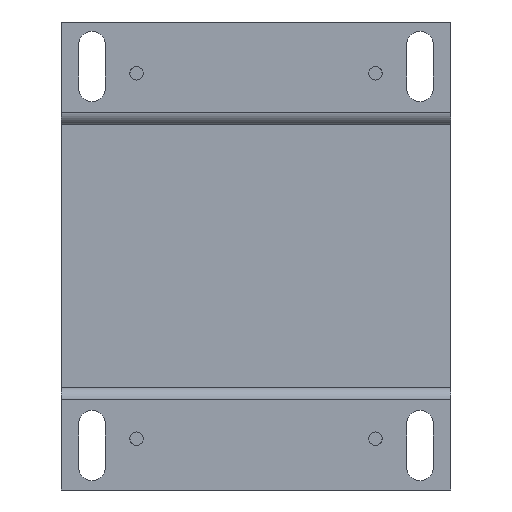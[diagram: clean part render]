
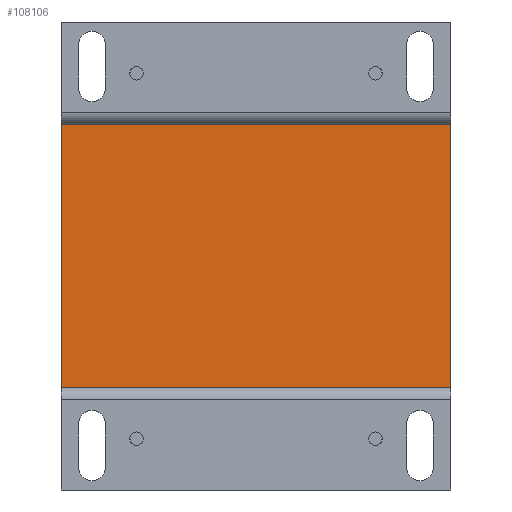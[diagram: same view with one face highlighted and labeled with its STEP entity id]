
A CAD part, front view. The second image highlights one B-rep face of the part: STEP entity #108106.
In plain terms, the highlighted planar face has unit normal (0, -1, 0).
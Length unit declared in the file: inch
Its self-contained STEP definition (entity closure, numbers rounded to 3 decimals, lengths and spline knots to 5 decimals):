
#609 = CARTESIAN_POINT ( 'NONE',  ( -2.24409, -1.87008, 1.51575 ) ) ;
#3338 = VECTOR ( 'NONE', #111521, 39.37008 ) ;
#7608 = EDGE_CURVE ( 'NONE', #44660, #127025, #95974, .T. ) ;
#11641 = CARTESIAN_POINT ( 'NONE',  ( -2.24409, -1.87008, 1.51575 ) ) ;
#12835 = ORIENTED_EDGE ( 'NONE', *, *, #81668, .F. ) ;
#15756 = VECTOR ( 'NONE', #92079, 39.37008 ) ;
#17735 = ORIENTED_EDGE ( 'NONE', *, *, #119184, .F. ) ;
#19881 = CARTESIAN_POINT ( 'NONE',  ( 2.24409, -1.87008, 1.51575 ) ) ;
#24309 = VECTOR ( 'NONE', #90201, 39.37008 ) ;
#34930 = DIRECTION ( 'NONE',  ( 0., 1., 0. ) ) ;
#42430 = AXIS2_PLACEMENT_3D ( 'NONE', #125183, #34930, #83394 ) ;
#44660 = VERTEX_POINT ( 'NONE', #77638 ) ;
#51686 = FACE_OUTER_BOUND ( 'NONE', #66659, .T. ) ;
#59418 = CARTESIAN_POINT ( 'NONE',  ( -2.24409, -1.87008, 1.51575 ) ) ;
#66406 = CARTESIAN_POINT ( 'NONE',  ( 2.24409, -1.87008, 1.51575 ) ) ;
#66659 = EDGE_LOOP ( 'NONE', ( #17735, #12835, #103121, #87582 ) ) ;
#73194 = LINE ( 'NONE', #19881, #24309 ) ;
#76914 = VERTEX_POINT ( 'NONE', #85780 ) ;
#77113 = VERTEX_POINT ( 'NONE', #66406 ) ;
#77638 = CARTESIAN_POINT ( 'NONE',  ( -2.24409, -1.87008, -1.51575 ) ) ;
#81668 = EDGE_CURVE ( 'NONE', #127025, #77113, #113613, .T. ) ;
#83394 = DIRECTION ( 'NONE',  ( 0., 0., 1. ) ) ;
#85452 = DIRECTION ( 'NONE',  ( -1., 0., 0. ) ) ;
#85780 = CARTESIAN_POINT ( 'NONE',  ( 2.24409, -1.87008, -1.51575 ) ) ;
#87582 = ORIENTED_EDGE ( 'NONE', *, *, #104963, .F. ) ;
#90201 = DIRECTION ( 'NONE',  ( 0., 0., -1. ) ) ;
#92079 = DIRECTION ( 'NONE',  ( 0., 0., 1. ) ) ;
#95974 = LINE ( 'NONE', #11641, #15756 ) ;
#98247 = LINE ( 'NONE', #130292, #128226 ) ;
#103121 = ORIENTED_EDGE ( 'NONE', *, *, #7608, .F. ) ;
#104963 = EDGE_CURVE ( 'NONE', #76914, #44660, #98247, .T. ) ;
#108106 = ADVANCED_FACE ( 'NONE', ( #51686 ), #115090, .F. ) ;
#111521 = DIRECTION ( 'NONE',  ( 1., 0., 0. ) ) ;
#113613 = LINE ( 'NONE', #609, #3338 ) ;
#115090 = PLANE ( 'NONE',  #42430 ) ;
#119184 = EDGE_CURVE ( 'NONE', #77113, #76914, #73194, .T. ) ;
#125183 = CARTESIAN_POINT ( 'NONE',  ( -2.24409, -1.87008, 1.51575 ) ) ;
#127025 = VERTEX_POINT ( 'NONE', #59418 ) ;
#128226 = VECTOR ( 'NONE', #85452, 39.37008 ) ;
#130292 = CARTESIAN_POINT ( 'NONE',  ( -2.24409, -1.87008, -1.51575 ) ) ;
